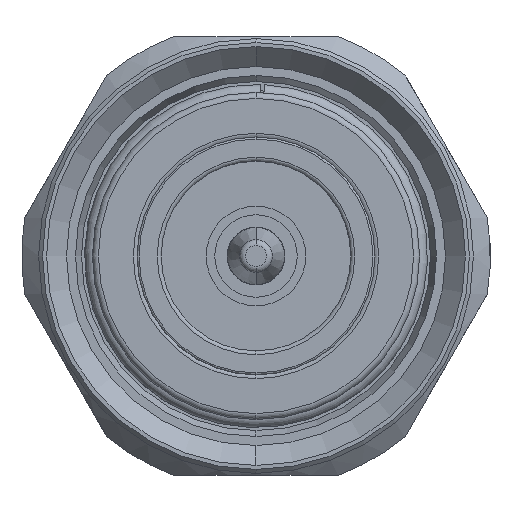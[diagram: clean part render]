
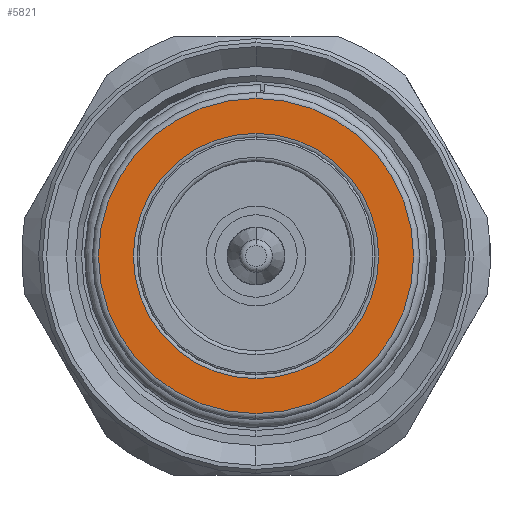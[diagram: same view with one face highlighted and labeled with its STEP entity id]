
A CAD part, left-side view. The second image highlights one B-rep face of the part: STEP entity #5821.
In plain terms, the highlighted planar face has unit normal (-1, 0, 0).
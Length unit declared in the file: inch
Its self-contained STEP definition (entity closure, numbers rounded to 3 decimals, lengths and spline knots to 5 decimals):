
#396 = DIRECTION ( 'NONE',  ( 0., 0., 1. ) ) ;
#629 = FACE_OUTER_BOUND ( 'NONE', #6861, .T. ) ;
#927 = PLANE ( 'NONE',  #15027 ) ;
#1169 = CIRCLE ( 'NONE', #3687, 0.31102 ) ;
#1338 = CARTESIAN_POINT ( 'NONE',  ( 0.20472, 0., 0. ) ) ;
#1399 = EDGE_LOOP ( 'NONE', ( #10667, #15192 ) ) ;
#2011 = EDGE_CURVE ( 'NONE', #14101, #4731, #2465, .T. ) ;
#2167 = CARTESIAN_POINT ( 'NONE',  ( 0.20472, 0., -0.24213 ) ) ;
#2465 = CIRCLE ( 'NONE', #15146, 0.31102 ) ;
#2677 = CARTESIAN_POINT ( 'NONE',  ( 0.20472, 0., 0.24213 ) ) ;
#3407 = DIRECTION ( 'NONE',  ( -1., 0., 0. ) ) ;
#3687 = AXIS2_PLACEMENT_3D ( 'NONE', #18314, #18418, #396 ) ;
#4731 = VERTEX_POINT ( 'NONE', #17947 ) ;
#5521 = DIRECTION ( 'NONE',  ( 0., 1., 0. ) ) ;
#5821 = ADVANCED_FACE ( 'NONE', ( #629, #12866 ), #927, .F. ) ;
#6377 = CIRCLE ( 'NONE', #18674, 0.24213 ) ;
#6861 = EDGE_LOOP ( 'NONE', ( #10876, #7493 ) ) ;
#7012 = CIRCLE ( 'NONE', #15860, 0.24213 ) ;
#7099 = CARTESIAN_POINT ( 'NONE',  ( 0.20472, 0., 0. ) ) ;
#7355 = EDGE_CURVE ( 'NONE', #4731, #14101, #1169, .T. ) ;
#7493 = ORIENTED_EDGE ( 'NONE', *, *, #2011, .T. ) ;
#9479 = DIRECTION ( 'NONE',  ( 0., 0., 1. ) ) ;
#9780 = CARTESIAN_POINT ( 'NONE',  ( 0.20472, 0.24213, 0. ) ) ;
#10082 = CARTESIAN_POINT ( 'NONE',  ( 0.20472, 0., -0.31102 ) ) ;
#10667 = ORIENTED_EDGE ( 'NONE', *, *, #15064, .F. ) ;
#10876 = ORIENTED_EDGE ( 'NONE', *, *, #7355, .T. ) ;
#11354 = DIRECTION ( 'NONE',  ( -1., 0., 0. ) ) ;
#12866 = FACE_BOUND ( 'NONE', #1399, .T. ) ;
#13063 = DIRECTION ( 'NONE',  ( 1., 0., 0. ) ) ;
#14101 = VERTEX_POINT ( 'NONE', #10082 ) ;
#14817 = DIRECTION ( 'NONE',  ( -1., 0., 0. ) ) ;
#14911 = EDGE_CURVE ( 'NONE', #17980, #15923, #7012, .T. ) ;
#15027 = AXIS2_PLACEMENT_3D ( 'NONE', #9780, #13063, #5521 ) ;
#15064 = EDGE_CURVE ( 'NONE', #15923, #17980, #6377, .T. ) ;
#15146 = AXIS2_PLACEMENT_3D ( 'NONE', #7099, #11354, #18937 ) ;
#15192 = ORIENTED_EDGE ( 'NONE', *, *, #14911, .F. ) ;
#15860 = AXIS2_PLACEMENT_3D ( 'NONE', #16796, #3407, #9479 ) ;
#15923 = VERTEX_POINT ( 'NONE', #2677 ) ;
#16102 = DIRECTION ( 'NONE',  ( 0., 0., 1. ) ) ;
#16796 = CARTESIAN_POINT ( 'NONE',  ( 0.20472, 0., 0. ) ) ;
#17947 = CARTESIAN_POINT ( 'NONE',  ( 0.20472, 0., 0.31102 ) ) ;
#17980 = VERTEX_POINT ( 'NONE', #2167 ) ;
#18314 = CARTESIAN_POINT ( 'NONE',  ( 0.20472, 0., 0. ) ) ;
#18418 = DIRECTION ( 'NONE',  ( -1., 0., 0. ) ) ;
#18674 = AXIS2_PLACEMENT_3D ( 'NONE', #1338, #14817, #16102 ) ;
#18937 = DIRECTION ( 'NONE',  ( 0., 0., 1. ) ) ;
